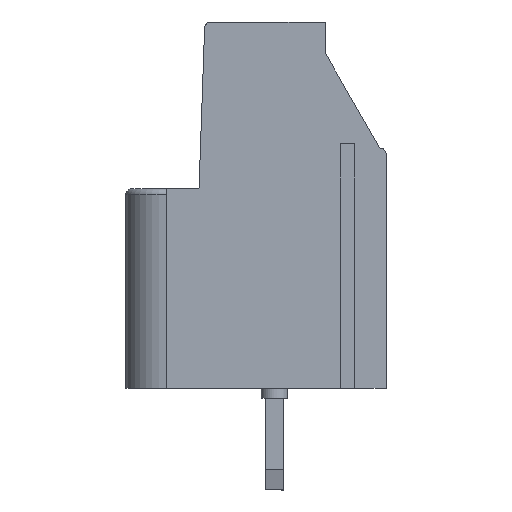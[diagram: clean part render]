
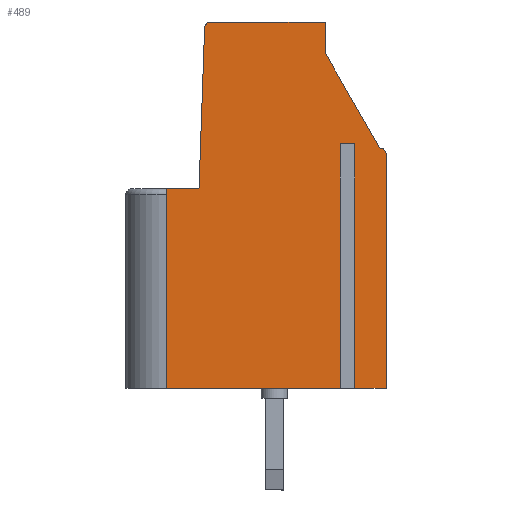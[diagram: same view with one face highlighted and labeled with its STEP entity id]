
A CAD part, top view. The second image highlights one B-rep face of the part: STEP entity #489.
In plain terms, the highlighted planar face has unit normal (0, 0, 1).
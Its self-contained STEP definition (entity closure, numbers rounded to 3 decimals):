
#489=ADVANCED_FACE('',(#1004),#1005,.F.);
#1004=FACE_OUTER_BOUND('',#1543,.T.);
#1005=PLANE('',#1544);
#1543=EDGE_LOOP('',(#2879,#2880,#2881,#2882,#2883,#2884,#2885,#2886,#2887,#2888,#2889,#2890,#2891,#2892));
#1544=AXIS2_PLACEMENT_3D('',#2893,#2894,#2895);
#2879=ORIENTED_EDGE('',*,*,#3230,.T.);
#2880=ORIENTED_EDGE('',*,*,#3763,.T.);
#2881=ORIENTED_EDGE('',*,*,#3324,.F.);
#2882=ORIENTED_EDGE('',*,*,#3743,.T.);
#2883=ORIENTED_EDGE('',*,*,#3640,.F.);
#2884=ORIENTED_EDGE('',*,*,#3764,.T.);
#2885=ORIENTED_EDGE('',*,*,#3540,.T.);
#2886=ORIENTED_EDGE('',*,*,#3656,.F.);
#2887=ORIENTED_EDGE('',*,*,#3590,.T.);
#2888=ORIENTED_EDGE('',*,*,#3761,.T.);
#2889=ORIENTED_EDGE('',*,*,#3609,.T.);
#2890=ORIENTED_EDGE('',*,*,#3403,.F.);
#2891=ORIENTED_EDGE('',*,*,#3442,.T.);
#2892=ORIENTED_EDGE('',*,*,#3765,.F.);
#2893=CARTESIAN_POINT('',(-43.24,-75.486,-0.57));
#2894=DIRECTION('',(0.,0.0,-1.0));
#2895=DIRECTION('',(-1.0,0.0,0.));
#3230=EDGE_CURVE('',#3867,#3865,#3868,.T.);
#3324=EDGE_CURVE('',#4025,#4020,#4027,.T.);
#3403=EDGE_CURVE('',#4156,#4151,#4158,.T.);
#3442=EDGE_CURVE('',#4156,#4222,#4224,.T.);
#3540=EDGE_CURVE('',#4376,#4380,#4382,.T.);
#3590=EDGE_CURVE('',#4445,#4450,#4452,.T.);
#3609=EDGE_CURVE('',#4478,#4151,#4481,.T.);
#3640=EDGE_CURVE('',#4522,#4524,#4525,.T.);
#3656=EDGE_CURVE('',#4445,#4380,#4544,.T.);
#3743=EDGE_CURVE('',#4025,#4524,#4638,.T.);
#3761=EDGE_CURVE('',#4450,#4478,#4657,.T.);
#3763=EDGE_CURVE('',#3865,#4020,#4659,.T.);
#3764=EDGE_CURVE('',#4522,#4376,#4660,.T.);
#3765=EDGE_CURVE('',#3867,#4222,#4661,.T.);
#3865=VERTEX_POINT('',#4829);
#3867=VERTEX_POINT('',#4832);
#3868=LINE('',#4833,#4834);
#4020=VERTEX_POINT('',#5060);
#4025=VERTEX_POINT('',#5067);
#4027=LINE('',#5070,#5071);
#4151=VERTEX_POINT('',#5282);
#4156=VERTEX_POINT('',#5288);
#4158=CIRCLE('',#5291,0.3);
#4222=VERTEX_POINT('',#5378);
#4224=LINE('',#5381,#5382);
#4376=VERTEX_POINT('',#5642);
#4380=VERTEX_POINT('',#5648);
#4382=LINE('',#5651,#5652);
#4445=VERTEX_POINT('',#5745);
#4450=VERTEX_POINT('',#5752);
#4452=LINE('',#5755,#5756);
#4478=VERTEX_POINT('',#5787);
#4481=LINE('',#5792,#5793);
#4522=VERTEX_POINT('',#5845);
#4524=VERTEX_POINT('',#5848);
#4525=LINE('',#5849,#5850);
#4544=CIRCLE('',#5876,0.3);
#4638=LINE('',#6001,#6002);
#4657=LINE('',#6075,#6076);
#4659=LINE('',#6078,#6079);
#4660=LINE('',#6080,#6081);
#4661=LINE('',#6082,#6083);
#4829=CARTESIAN_POINT('',(-8.543,0.0,-0.57));
#4832=CARTESIAN_POINT('',(-8.543,9.8,-0.57));
#4833=CARTESIAN_POINT('',(-8.543,-75.486,-0.57));
#4834=VECTOR('',#6181,1.0);
#5060=CARTESIAN_POINT('',(0.15,0.0,-0.57));
#5067=CARTESIAN_POINT('',(0.15,12.0,-0.57));
#5070=CARTESIAN_POINT('',(0.15,-75.486,-0.57));
#5071=VECTOR('',#6298,1.0);
#5282=CARTESIAN_POINT('',(-6.37,18.,-0.57));
#5288=CARTESIAN_POINT('',(-6.67,17.71,-0.57));
#5291=AXIS2_PLACEMENT_3D('',#6403,#6404,#6405);
#5378=CARTESIAN_POINT('',(-6.947,9.8,-0.57));
#5381=CARTESIAN_POINT('',(-9.925,-75.486,-0.57));
#5382=VECTOR('',#6448,1.0);
#5642=CARTESIAN_POINT('',(2.257,0.0,-0.57));
#5648=CARTESIAN_POINT('',(2.257,11.5,-0.57));
#5651=CARTESIAN_POINT('',(2.257,-75.486,-0.57));
#5652=VECTOR('',#6554,1.0);
#5745=CARTESIAN_POINT('',(1.957,11.8,-0.57));
#5752=CARTESIAN_POINT('',(-0.743,16.477,-0.57));
#5755=CARTESIAN_POINT('',(52.351,-75.486,-0.57));
#5756=VECTOR('',#6600,1.0);
#5787=CARTESIAN_POINT('',(-0.743,18.0,-0.57));
#5792=CARTESIAN_POINT('',(-43.24,18.0,-0.57));
#5793=VECTOR('',#6626,1.0);
#5845=CARTESIAN_POINT('',(0.564,0.0,-0.57));
#5848=CARTESIAN_POINT('',(0.564,12.0,-0.57));
#5849=CARTESIAN_POINT('',(0.564,-75.486,-0.57));
#5850=VECTOR('',#6669,1.0);
#5876=AXIS2_PLACEMENT_3D('',#6686,#6687,#6688);
#6001=CARTESIAN_POINT('',(-43.24,12.0,-0.57));
#6002=VECTOR('',#6774,1.0);
#6075=CARTESIAN_POINT('',(-0.743,-75.486,-0.57));
#6076=VECTOR('',#6784,1.0);
#6078=CARTESIAN_POINT('',(-43.24,0.0,-0.57));
#6079=VECTOR('',#6785,1.0);
#6080=CARTESIAN_POINT('',(-43.24,0.0,-0.57));
#6081=VECTOR('',#6786,1.0);
#6082=CARTESIAN_POINT('',(-43.24,9.8,-0.57));
#6083=VECTOR('',#6787,1.0);
#6181=DIRECTION('',(-0.0,-1.0,0.0));
#6298=DIRECTION('',(-0.0,-1.0,0.0));
#6403=CARTESIAN_POINT('',(-6.37,17.7,-0.57));
#6404=DIRECTION('',(0.,0.0,-1.0));
#6405=DIRECTION('',(-1.0,0.0,0.));
#6448=DIRECTION('',(-0.035,-0.999,0.));
#6554=DIRECTION('',(0.0,1.0,0.0));
#6600=DIRECTION('',(-0.5,0.866,0.));
#6626=DIRECTION('',(-1.0,0.0,0.));
#6669=DIRECTION('',(0.0,1.0,0.0));
#6686=CARTESIAN_POINT('',(1.957,11.5,-0.57));
#6687=DIRECTION('',(0.,0.0,-1.0));
#6688=DIRECTION('',(-1.0,0.0,0.));
#6774=DIRECTION('',(1.0,0.0,0.));
#6784=DIRECTION('',(0.0,1.0,0.0));
#6785=DIRECTION('',(1.0,0.0,0.));
#6786=DIRECTION('',(1.0,0.0,0.));
#6787=DIRECTION('',(1.0,0.0,0.));
